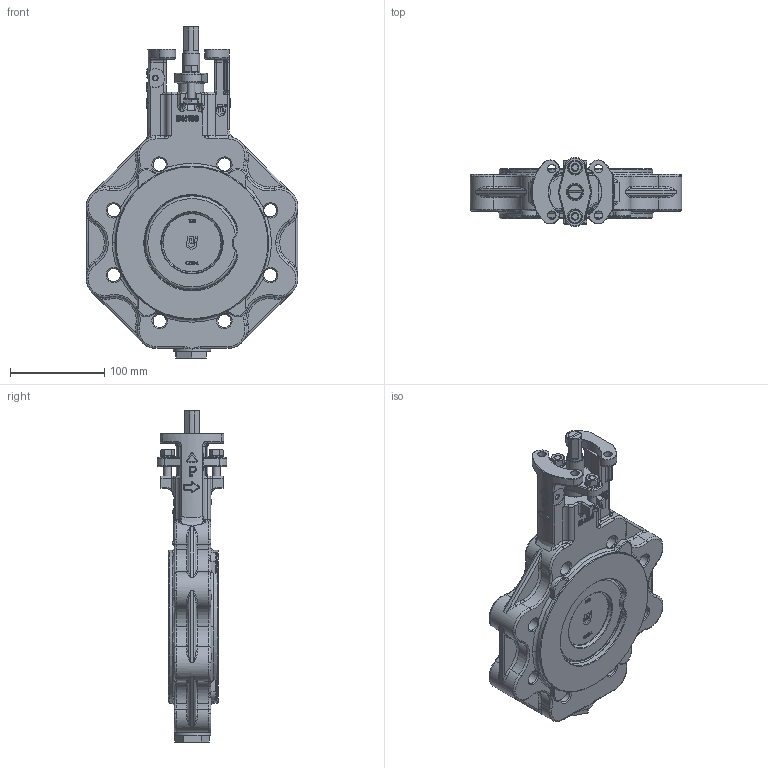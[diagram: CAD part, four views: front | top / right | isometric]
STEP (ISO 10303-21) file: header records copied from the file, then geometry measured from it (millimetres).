
FILE_DESCRIPTION(('HOOPS Exchange Step'),'2;1');
FILE_NAME('AK12_DN100_PN10-16_oH.stp','2024-11-22T10:30:22+01:00',('nieru'),('Unknown organisation'),'HOOPS Exchange 2024.2','HOOPS Exchange','Unknown authorisation');
FILE_SCHEMA( ('AP203_CONFIGURATION_CONTROLLED_3D_DESIGN_OF_MECHANICAL_PARTS_AND_ASSEMBLIES_MIM_LF') );
Length unit declared in the file: millimetre
Products named in the file (4): 0; root
Assembly tree (3 placements, depth 4):
  root
    0
      0
        0
Bounding box: 224.78 x 74 x 352.9 mm (x, y, z)
Volume: 1550848.2 mm3; surface area: 226649.5 mm2
Topology: 27 solids, 27 shells, 1992 faces, 4902 edges, 2915 vertices
Faces by surface type: bspline 817, cylinder 468, plane 377, torus 212, cone 107, sphere 10, extrusion 1
Full cylindrical faces by diameter (mm): 2.5 x2, 3.325 x1, 5 x1, 6.8 x2, 8 x4, 9 x8, 13 x2, 14 x8, 15 x1, 16 x3, 18.203 x1, 20 x4, 27.5 x1, 102 x2, 104 x2, 163 x2
Entity records: 173860 total; most frequent: CARTESIAN_POINT 132095, ORIENTED_EDGE 9654, DIRECTION 6712, EDGE_CURVE 4827, VERTEX_POINT 2915, AXIS2_PLACEMENT_3D 2669, EDGE_LOOP 2076, FACE_BOUND 2076
